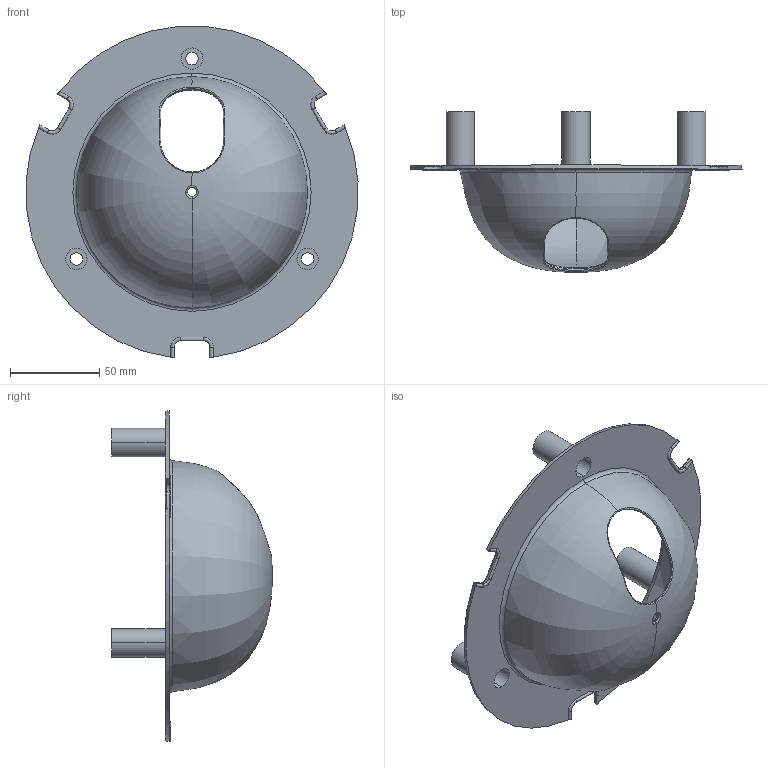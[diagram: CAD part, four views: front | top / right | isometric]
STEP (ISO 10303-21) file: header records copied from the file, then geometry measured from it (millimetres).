
FILE_DESCRIPTION((''),'2;1');
FILE_NAME('10025-STEVE-BOTTOM-COVER','2017-05-01T',('carhart.david'),(''),'PRO/ENGINEER BY PARAMETRIC TECHNOLOGY CORPORATION, 2015110','PRO/ENGINEER BY PARAMETRIC TECHNOLOGY CORPORATION, 2015110','');
FILE_SCHEMA(('CONFIG_CONTROL_DESIGN'));
Length unit declared in the file: millimetre
Products named in the file (1): 10025-STEVE-BOTTOM-COVER
Bounding box: 186.44 x 90.15 x 185.94 mm (x, y, z)
Volume: 88782.9 mm3; surface area: 83366.6 mm2
Topology: 1 solids, 1 shells, 117 faces, 270 edges, 162 vertices
Faces by surface type: cylinder 52, bspline 24, plane 22, cone 9, torus 6, revolution 4
Entity records: 5888 total; most frequent: CARTESIAN_POINT 3327, ORIENTED_EDGE 540, DIRECTION 500, EDGE_CURVE 270, AXIS2_PLACEMENT_3D 209, VERTEX_POINT 162, EDGE_LOOP 134, CIRCLE 120
